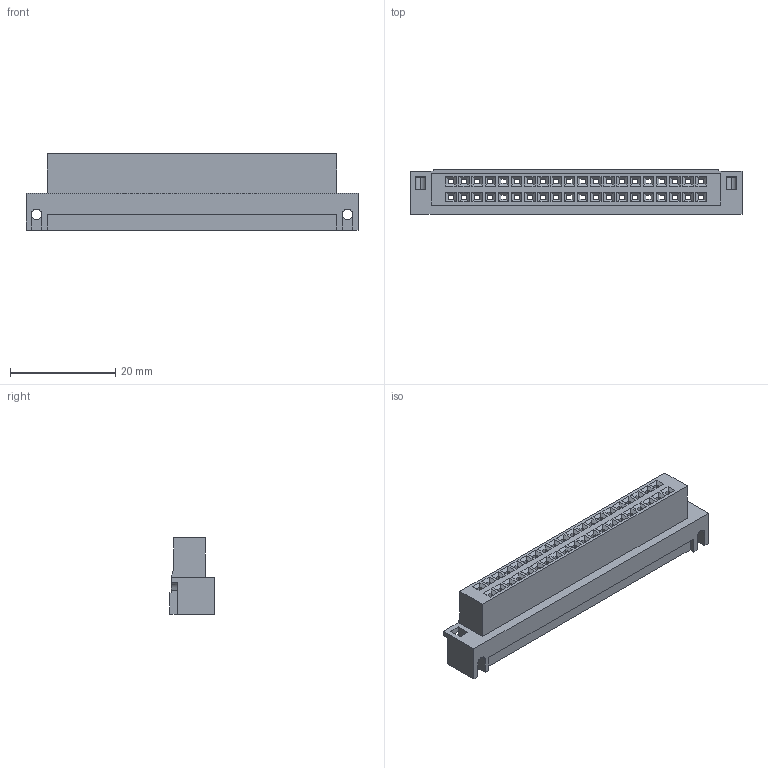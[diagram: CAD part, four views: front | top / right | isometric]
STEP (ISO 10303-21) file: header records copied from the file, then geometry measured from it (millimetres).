
FILE_DESCRIPTION (( 'STEP AP203' ), '1' );
FILE_NAME ('Connecteur_HE10.STEP', '2009-11-05T19:00:38', ( '' ), ( '' ), 'SwSTEP 2.0', 'SolidWorks 2009', '' );
FILE_SCHEMA (( 'CONFIG_CONTROL_DESIGN' ));
Length unit declared in the file: millimetre
Products named in the file (1): Connecteur_HE10
Bounding box: 63 x 8.5 x 14.5 mm (x, y, z)
Volume: 4606 mm3; surface area: 5200.5 mm2
Topology: 1 solids, 1 shells, 377 faces, 974 edges, 594 vertices
Faces by surface type: plane 371, cylinder 4, bspline 2
Entity records: 11309 total; most frequent: CARTESIAN_POINT 1980, ORIENTED_EDGE 1948, DIRECTION 1738, EDGE_CURVE 974, LINE 954, VECTOR 954, VERTEX_POINT 594, EDGE_LOOP 460
